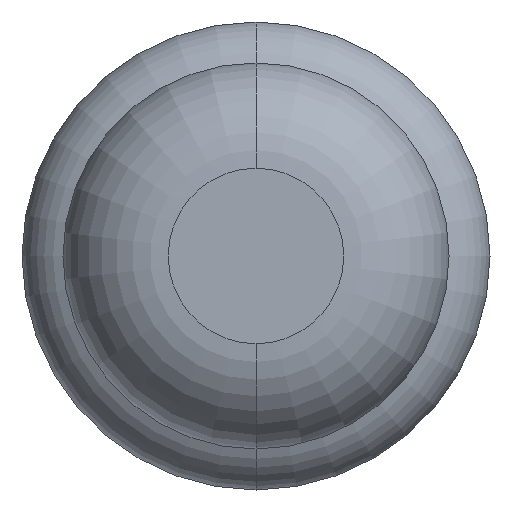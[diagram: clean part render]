
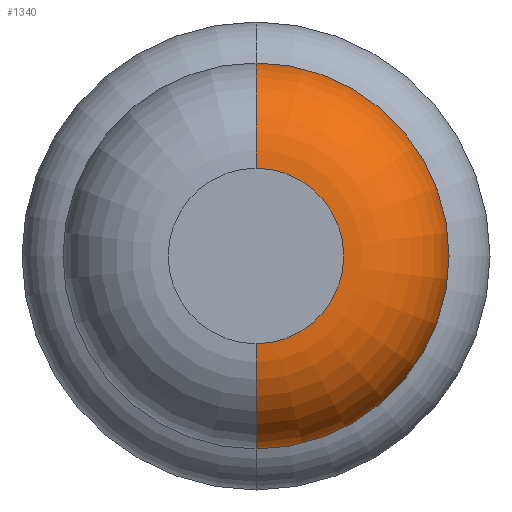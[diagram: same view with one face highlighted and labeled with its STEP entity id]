
A CAD part, front view. The second image highlights one B-rep face of the part: STEP entity #1340.
In plain terms, the highlighted toroidal (fillet/blend) face has major radius 0.375 mm and minor radius 0.45 mm.
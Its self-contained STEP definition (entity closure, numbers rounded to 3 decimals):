
#65 = CARTESIAN_POINT ( 'NONE',  ( 0., -26., 0.375 ) ) ;
#445 = CIRCLE ( 'NONE', #1399, 0.45 ) ;
#504 = EDGE_CURVE ( 'NONE', #1043, #947, #1556, .T. ) ;
#828 = DIRECTION ( 'NONE',  ( 1., 0., 0. ) ) ;
#878 = CARTESIAN_POINT ( 'NONE',  ( 0., -25.55, -0.375 ) ) ;
#947 = VERTEX_POINT ( 'NONE', #2128 ) ;
#1043 = VERTEX_POINT ( 'NONE', #65 ) ;
#1131 = CARTESIAN_POINT ( 'NONE',  ( 0., -25.55, 0. ) ) ;
#1174 = EDGE_CURVE ( 'NONE', #1199, #1713, #445, .T. ) ;
#1199 = VERTEX_POINT ( 'NONE', #2484 ) ;
#1243 = AXIS2_PLACEMENT_3D ( 'NONE', #2288, #2261, #3782 ) ;
#1293 = EDGE_CURVE ( 'Defeature ausgef�hrt1_8+Defeature ausgef�hrt1_7+Defeature ausgef�hrt1_7+Defeature ausgef�hrt1_7', #1043, #1199, #2289, .T. ) ;
#1298 = CARTESIAN_POINT ( 'NONE',  ( 0., -25.55, 0. ) ) ;
#1340 = ADVANCED_FACE ( 'Defeature ausgef�hrt1_8', ( #2142 ), #2039, .T. ) ;
#1399 = AXIS2_PLACEMENT_3D ( 'NONE', #878, #828, #3042 ) ;
#1556 = CIRCLE ( 'NONE', #2367, 0.45 ) ;
#1713 = VERTEX_POINT ( 'NONE', #3225 ) ;
#1736 = DIRECTION ( 'NONE',  ( 0., 0., 1. ) ) ;
#1962 = DIRECTION ( 'NONE',  ( 0., 1., 0. ) ) ;
#1977 = DIRECTION ( 'NONE',  ( -1., 0., 0. ) ) ;
#2021 = ORIENTED_EDGE ( 'NONE', *, *, #1293, .T. ) ;
#2036 = CIRCLE ( 'NONE', #3150, 0.825 ) ;
#2039 = TOROIDAL_SURFACE ( 'NONE', #2701, 0.375, 0.45 ) ;
#2128 = CARTESIAN_POINT ( 'NONE',  ( 0., -25.55, 0.825 ) ) ;
#2142 = FACE_OUTER_BOUND ( 'NONE', #2888, .T. ) ;
#2261 = DIRECTION ( 'NONE',  ( 0., 1., 0. ) ) ;
#2288 = CARTESIAN_POINT ( 'NONE',  ( 0., -26., 0. ) ) ;
#2289 = CIRCLE ( 'NONE', #1243, 0.375 ) ;
#2367 = AXIS2_PLACEMENT_3D ( 'NONE', #3859, #1977, #2927 ) ;
#2484 = CARTESIAN_POINT ( 'NONE',  ( 0., -26., -0.375 ) ) ;
#2496 = ORIENTED_EDGE ( 'NONE', *, *, #504, .F. ) ;
#2543 = DIRECTION ( 'NONE',  ( 0., 0., 1. ) ) ;
#2612 = ORIENTED_EDGE ( 'NONE', *, *, #3196, .F. ) ;
#2701 = AXIS2_PLACEMENT_3D ( 'NONE', #1131, #3648, #1736 ) ;
#2888 = EDGE_LOOP ( 'NONE', ( #2021, #3347, #2612, #2496 ) ) ;
#2927 = DIRECTION ( 'NONE',  ( 0., 0., 1. ) ) ;
#3042 = DIRECTION ( 'NONE',  ( 0., 0., -1. ) ) ;
#3150 = AXIS2_PLACEMENT_3D ( 'NONE', #1298, #1962, #2543 ) ;
#3196 = EDGE_CURVE ( 'Defeature ausgef�hrt1_9+Defeature ausgef�hrt1_8+Defeature ausgef�hrt1_8+Defeature ausgef�hrt1_8', #947, #1713, #2036, .T. ) ;
#3225 = CARTESIAN_POINT ( 'NONE',  ( 0., -25.55, -0.825 ) ) ;
#3347 = ORIENTED_EDGE ( 'NONE', *, *, #1174, .T. ) ;
#3648 = DIRECTION ( 'NONE',  ( 0., 1., 0. ) ) ;
#3782 = DIRECTION ( 'NONE',  ( 0., 0., 1. ) ) ;
#3859 = CARTESIAN_POINT ( 'NONE',  ( 0., -25.55, 0.375 ) ) ;
